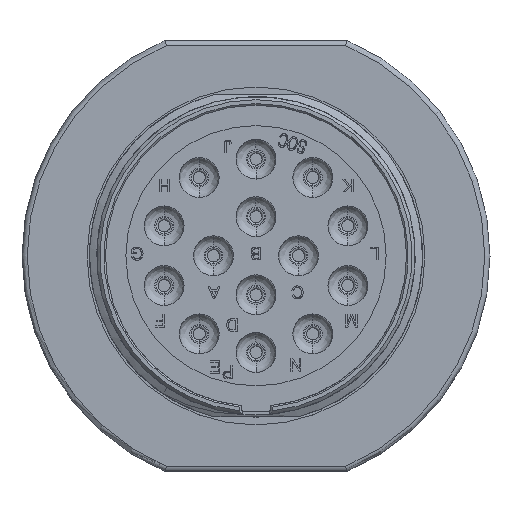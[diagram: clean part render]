
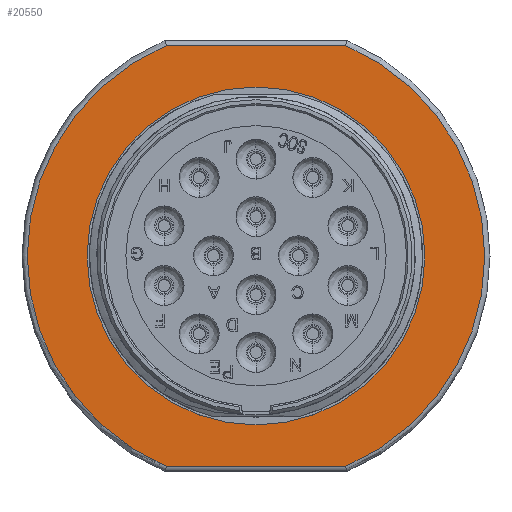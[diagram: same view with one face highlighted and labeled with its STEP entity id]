
A CAD part, top view. The second image highlights one B-rep face of the part: STEP entity #20550.
In plain terms, the highlighted planar face has unit normal (0, 0, 1).
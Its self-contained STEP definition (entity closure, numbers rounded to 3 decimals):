
#1735=CARTESIAN_POINT('',(0.,0.,15.34));
#1736=DIRECTION('',(0.,0.,-1.));
#1737=DIRECTION('',(-0.393,-0.92,0.));
#1738=AXIS2_PLACEMENT_3D('',#1735,#1736,#1737);
#1740=CARTESIAN_POINT('',(0.,0.,15.34));
#1741=DIRECTION('',(0.,0.,-1.));
#1742=DIRECTION('',(-1.,0.001,0.));
#1743=AXIS2_PLACEMENT_3D('',#1740,#1741,#1742);
#1745=CARTESIAN_POINT('',(0.,0.,15.34));
#1746=DIRECTION('',(0.,0.,-1.));
#1747=DIRECTION('',(0.393,0.92,0.));
#1748=AXIS2_PLACEMENT_3D('',#1745,#1746,#1747);
#1750=CARTESIAN_POINT('',(0.,0.,15.34));
#1751=DIRECTION('',(0.,0.,-1.));
#1752=DIRECTION('',(1.,-0.001,0.));
#1753=AXIS2_PLACEMENT_3D('',#1750,#1751,#1752);
#1755=CARTESIAN_POINT('',(0.,0.,15.34));
#1756=DIRECTION('',(0.,0.,1.));
#1757=DIRECTION('',(1.,0.,0.));
#1758=AXIS2_PLACEMENT_3D('',#1755,#1756,#1757);
#1760=CARTESIAN_POINT('',(0.,0.,15.34));
#1761=DIRECTION('',(0.,0.,1.));
#1762=DIRECTION('',(-1.,0.,0.));
#1763=AXIS2_PLACEMENT_3D('',#1760,#1761,#1762);
#1796=DIRECTION('',(1.,0.,0.));
#1797=VECTOR('',#1796,17.116);
#1798=CARTESIAN_POINT('',(-8.558,-20.05,15.34));
#1799=LINE('',#1798,#1797);
#1836=DIRECTION('',(-1.,0.,0.));
#1837=VECTOR('',#1836,17.116);
#1838=CARTESIAN_POINT('',(8.558,20.05,15.34));
#1839=LINE('',#1838,#1837);
#16409=CARTESIAN_POINT('',(-21.8,0.02,15.34));
#16410=CARTESIAN_POINT('',(-8.558,20.05,15.34));
#16411=VERTEX_POINT('',#16409);
#16412=VERTEX_POINT('',#16410);
#16413=CARTESIAN_POINT('',(-8.558,-20.05,15.34));
#16414=VERTEX_POINT('',#16413);
#16415=CARTESIAN_POINT('',(8.558,20.05,15.34));
#16416=VERTEX_POINT('',#16415);
#16417=CARTESIAN_POINT('',(21.8,-0.02,15.34));
#16418=CARTESIAN_POINT('',(8.558,-20.05,15.34));
#16419=VERTEX_POINT('',#16417);
#16420=VERTEX_POINT('',#16418);
#18250=CARTESIAN_POINT('',(16.1,0.,15.34));
#18251=CARTESIAN_POINT('',(-16.1,0.,15.34));
#18252=VERTEX_POINT('',#18250);
#18253=VERTEX_POINT('',#18251);
#20526=CARTESIAN_POINT('',(0.,0.,15.34));
#20527=DIRECTION('',(0.,0.,-1.));
#20528=DIRECTION('',(0.,-1.,0.));
#20529=AXIS2_PLACEMENT_3D('',#20526,#20527,#20528);
#20530=PLANE('',#20529);
#20532=ORIENTED_EDGE('',*,*,#20531,.T.);
#20534=ORIENTED_EDGE('',*,*,#20533,.T.);
#20536=ORIENTED_EDGE('',*,*,#20535,.F.);
#20538=ORIENTED_EDGE('',*,*,#20537,.T.);
#20540=ORIENTED_EDGE('',*,*,#20539,.T.);
#20542=ORIENTED_EDGE('',*,*,#20541,.F.);
#20543=EDGE_LOOP('',(#20532,#20534,#20536,#20538,#20540,#20542));
#20544=FACE_OUTER_BOUND('',#20543,.F.);
#20545=ORIENTED_EDGE('',*,*,#20516,.T.);
#20547=ORIENTED_EDGE('',*,*,#20546,.T.);
#20548=EDGE_LOOP('',(#20545,#20547));
#20549=FACE_BOUND('',#20548,.F.);
#20550=ADVANCED_FACE('',(#20544,#20549),#20530,.F.);
#1739=CIRCLE('',#1738,21.8);
#1744=CIRCLE('',#1743,21.8);
#1749=CIRCLE('',#1748,21.8);
#1754=CIRCLE('',#1753,21.8);
#1759=CIRCLE('',#1758,16.1);
#1764=CIRCLE('',#1763,16.1);
#20516=EDGE_CURVE('',#18252,#18253,#1759,.T.);
#20531=EDGE_CURVE('',#16414,#16411,#1739,.T.);
#20533=EDGE_CURVE('',#16411,#16412,#1744,.T.);
#20535=EDGE_CURVE('',#16416,#16412,#1839,.T.);
#20537=EDGE_CURVE('',#16416,#16419,#1749,.T.);
#20539=EDGE_CURVE('',#16419,#16420,#1754,.T.);
#20541=EDGE_CURVE('',#16414,#16420,#1799,.T.);
#20546=EDGE_CURVE('',#18253,#18252,#1764,.T.);
